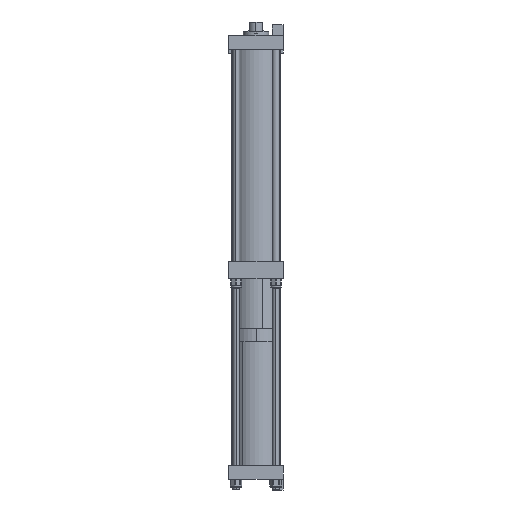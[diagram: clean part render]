
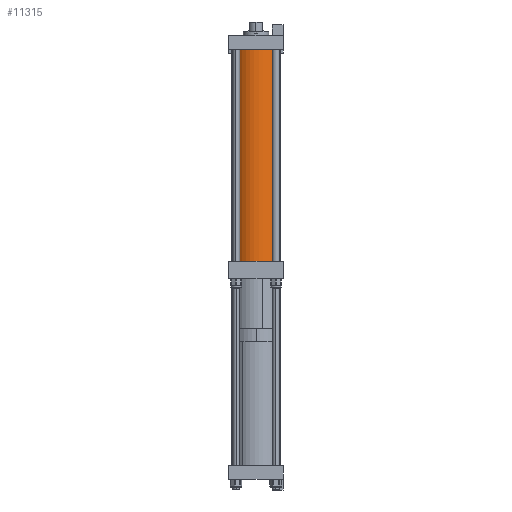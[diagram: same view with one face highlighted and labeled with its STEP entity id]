
A CAD part, left-side view. The second image highlights one B-rep face of the part: STEP entity #11315.
In plain terms, the highlighted cylindrical face has radius 57.15 mm (diameter 114.3 mm), a partial arc.
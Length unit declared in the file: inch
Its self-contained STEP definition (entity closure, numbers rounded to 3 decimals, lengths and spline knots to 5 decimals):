
#822 = EDGE_CURVE ( 'NONE', #13935, #9308, #12585, .T. ) ;
#1350 = LINE ( 'NONE', #9086, #10222 ) ;
#2290 = AXIS2_PLACEMENT_3D ( 'NONE', #6711, #14840, #4442 ) ;
#2361 = CARTESIAN_POINT ( 'NONE',  ( 0., 0., 19.625 ) ) ;
#2445 = DIRECTION ( 'NONE',  ( 0., 0., -1. ) ) ;
#3488 = AXIS2_PLACEMENT_3D ( 'NONE', #6562, #4224, #5453 ) ;
#3618 = DIRECTION ( 'NONE',  ( -1., 0., 0. ) ) ;
#4066 = CARTESIAN_POINT ( 'NONE',  ( -2.25, 0., 19.625 ) ) ;
#4224 = DIRECTION ( 'NONE',  ( 0., 0., 1. ) ) ;
#4442 = DIRECTION ( 'NONE',  ( 1., 0., 0. ) ) ;
#4565 = FACE_OUTER_BOUND ( 'NONE', #14128, .T. ) ;
#4669 = VERTEX_POINT ( 'NONE', #10228 ) ;
#5291 = CARTESIAN_POINT ( 'NONE',  ( 2.25, 0., 0. ) ) ;
#5453 = DIRECTION ( 'NONE',  ( 1., 0., 0. ) ) ;
#6121 = VERTEX_POINT ( 'NONE', #5291 ) ;
#6562 = CARTESIAN_POINT ( 'NONE',  ( 0., 0., 0. ) ) ;
#6711 = CARTESIAN_POINT ( 'NONE',  ( 0., 0., 19.625 ) ) ;
#6759 = AXIS2_PLACEMENT_3D ( 'NONE', #2361, #2445, #3618 ) ;
#6819 = ORIENTED_EDGE ( 'NONE', *, *, #8096, .T. ) ;
#7107 = VECTOR ( 'NONE', #12294, 39.37008 ) ;
#8096 = EDGE_CURVE ( 'NONE', #13935, #6121, #1350, .T. ) ;
#8649 = EDGE_CURVE ( 'NONE', #9308, #4669, #12952, .T. ) ;
#9086 = CARTESIAN_POINT ( 'NONE',  ( 2.25, 0., 19.625 ) ) ;
#9117 = ORIENTED_EDGE ( 'NONE', *, *, #822, .F. ) ;
#9308 = VERTEX_POINT ( 'NONE', #13079 ) ;
#9366 = ORIENTED_EDGE ( 'NONE', *, *, #14707, .T. ) ;
#10096 = CYLINDRICAL_SURFACE ( 'NONE', #6759, 2.25 ) ;
#10222 = VECTOR ( 'NONE', #12871, 39.37008 ) ;
#10228 = CARTESIAN_POINT ( 'NONE',  ( -2.25, 0., 0. ) ) ;
#11315 = ADVANCED_FACE ( 'NONE', ( #4565 ), #10096, .T. ) ;
#12294 = DIRECTION ( 'NONE',  ( 0., 0., -1. ) ) ;
#12585 = CIRCLE ( 'NONE', #2290, 2.25 ) ;
#12823 = CARTESIAN_POINT ( 'NONE',  ( 2.25, 0., 19.625 ) ) ;
#12871 = DIRECTION ( 'NONE',  ( 0., 0., -1. ) ) ;
#12952 = LINE ( 'NONE', #4066, #7107 ) ;
#13008 = CIRCLE ( 'NONE', #3488, 2.25 ) ;
#13079 = CARTESIAN_POINT ( 'NONE',  ( -2.25, 0., 19.625 ) ) ;
#13802 = ORIENTED_EDGE ( 'NONE', *, *, #8649, .F. ) ;
#13935 = VERTEX_POINT ( 'NONE', #12823 ) ;
#14128 = EDGE_LOOP ( 'NONE', ( #9117, #6819, #9366, #13802 ) ) ;
#14707 = EDGE_CURVE ( 'NONE', #6121, #4669, #13008, .T. ) ;
#14840 = DIRECTION ( 'NONE',  ( 0., 0., 1. ) ) ;
